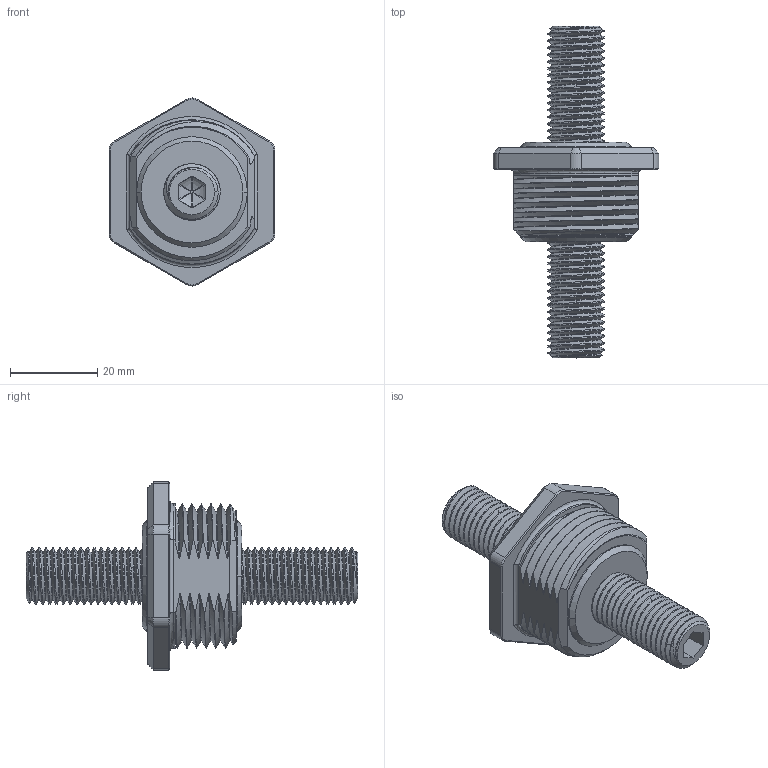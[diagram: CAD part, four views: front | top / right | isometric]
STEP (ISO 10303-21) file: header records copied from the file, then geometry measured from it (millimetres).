
FILE_DESCRIPTION((''),'2;1');
FILE_NAME('SC47-2011B-A001_NCF_SW0001','2018-11-12T11:30:34',('jwisneski'),(''),'CREO PARAMETRIC BY PTC INC, 2017110','CREO PARAMETRIC BY PTC INC, 2017110','');
FILE_SCHEMA(('CONFIG_CONTROL_DESIGN'));
Length unit declared in the file: millimetre
Products named in the file (1): SC47-2011B-A001_NCF_SW0001
Bounding box: 38.1 x 76.2 x 43.21 mm (x, y, z)
Volume: 24259.5 mm3; surface area: 9859.2 mm2
Topology: 1 solids, 1 shells, 289 faces, 768 edges, 484 vertices
Faces by surface type: bspline 107, cylinder 106, plane 43, cone 31, torus 2
Entity records: 32004 total; most frequent: CARTESIAN_POINT 26017, ORIENTED_EDGE 1528, EDGE_CURVE 764, DIRECTION 745, VERTEX_POINT 484, B_SPLINE_CURVE_WITH_KNOTS 448, EDGE_LOOP 296, FACE_OUTER_BOUND 289
